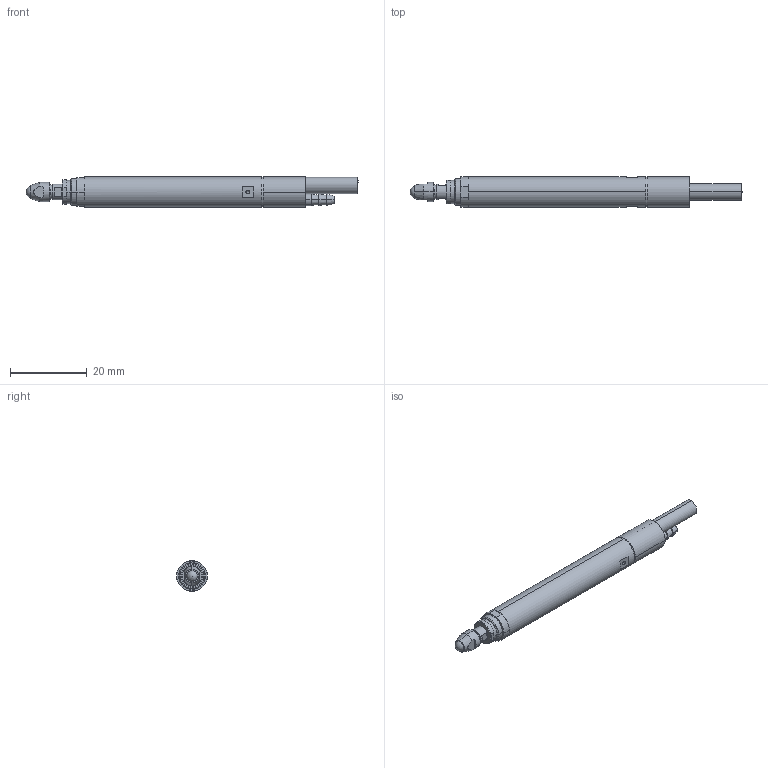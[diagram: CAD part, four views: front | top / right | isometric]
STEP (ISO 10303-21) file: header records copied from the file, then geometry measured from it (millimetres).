
FILE_DESCRIPTION (( 'STEP AP214' ), '1' );
FILE_NAME ('DP-S2A.STEP', '2025-11-06T08:00:14', ( 'User' ), ( 'user' ), 'SwSTEP 2.0', 'SolidWorks 2020', '' );
FILE_SCHEMA (( 'AUTOMOTIVE_DESIGN' ));
Length unit declared in the file: millimetre
Products named in the file (1): DP-S2A
Bounding box: 86.45 x 8 x 8 mm (x, y, z)
Surface area: 2869.4 mm2 (no closed solid volume)
Topology: 0 solids, 16 shells, 118 faces, 343 edges, 251 vertices
Faces by surface type: cylinder 51, plane 47, cone 14, bspline 4, sphere 2
Entity records: 6011 total; most frequent: CARTESIAN_POINT 1571, DIRECTION 679, ORIENTED_EDGE 561, EDGE_CURVE 338, AXIS2_PLACEMENT_3D 267, VERTEX_POINT 248, CIRCLE 152, EDGE_LOOP 148
